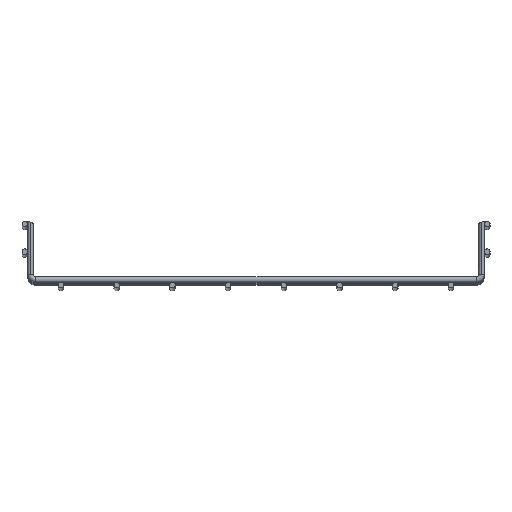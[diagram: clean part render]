
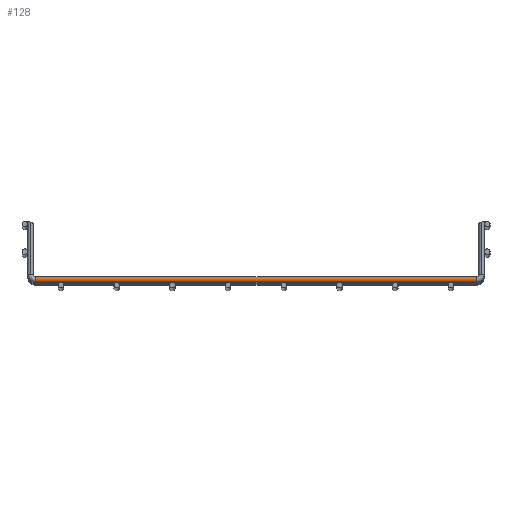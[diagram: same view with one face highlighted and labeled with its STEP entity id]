
A CAD part, top view. The second image highlights one B-rep face of the part: STEP entity #128.
In plain terms, the highlighted cylindrical face has radius 2.5 mm (diameter 5 mm), a partial arc.
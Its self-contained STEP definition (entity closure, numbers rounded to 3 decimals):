
#7 = EDGE_CURVE ( 'NONE', #225, #90, #622, .T. ) ;
#14 = CARTESIAN_POINT ( 'NONE',  ( -197.5, 0., 0. ) ) ;
#62 = VECTOR ( 'NONE', #430, 1000. ) ;
#77 = DIRECTION ( 'NONE',  ( 0., 0., -1. ) ) ;
#90 = VERTEX_POINT ( 'NONE', #744 ) ;
#101 = CIRCLE ( 'NONE', #756, 2.5 ) ;
#110 = DIRECTION ( 'NONE',  ( 0., 1., 0. ) ) ;
#121 = CARTESIAN_POINT ( 'NONE',  ( 197.5, -2.5, 0. ) ) ;
#128 = ADVANCED_FACE ( 'NONE', ( #172 ), #444, .T. ) ;
#136 = CARTESIAN_POINT ( 'NONE',  ( -197.5, -2.5, 0. ) ) ;
#144 = CIRCLE ( 'NONE', #268, 2.5 ) ;
#172 = FACE_OUTER_BOUND ( 'NONE', #478, .T. ) ;
#220 = VERTEX_POINT ( 'NONE', #136 ) ;
#225 = VERTEX_POINT ( 'NONE', #575 ) ;
#242 = EDGE_CURVE ( 'NONE', #220, #589, #514, .T. ) ;
#268 = AXIS2_PLACEMENT_3D ( 'NONE', #547, #346, #714 ) ;
#271 = AXIS2_PLACEMENT_3D ( 'NONE', #738, #617, #110 ) ;
#297 = VECTOR ( 'NONE', #330, 1000. ) ;
#330 = DIRECTION ( 'NONE',  ( 1., 0., 0. ) ) ;
#346 = DIRECTION ( 'NONE',  ( -1., 0., 0. ) ) ;
#371 = EDGE_CURVE ( 'NONE', #220, #225, #101, .T. ) ;
#374 = CARTESIAN_POINT ( 'NONE',  ( -197.5, 2.5, 0. ) ) ;
#396 = CARTESIAN_POINT ( 'NONE',  ( -197.5, -2.5, 0. ) ) ;
#416 = ORIENTED_EDGE ( 'NONE', *, *, #371, .F. ) ;
#430 = DIRECTION ( 'NONE',  ( 1., 0., 0. ) ) ;
#444 = CYLINDRICAL_SURFACE ( 'NONE', #271, 2.5 ) ;
#473 = ORIENTED_EDGE ( 'NONE', *, *, #510, .T. ) ;
#478 = EDGE_LOOP ( 'NONE', ( #416, #485, #473, #576 ) ) ;
#485 = ORIENTED_EDGE ( 'NONE', *, *, #242, .T. ) ;
#510 = EDGE_CURVE ( 'NONE', #589, #90, #144, .T. ) ;
#514 = LINE ( 'NONE', #396, #297 ) ;
#547 = CARTESIAN_POINT ( 'NONE',  ( 197.5, 0., 0. ) ) ;
#575 = CARTESIAN_POINT ( 'NONE',  ( -197.5, 2.5, 0. ) ) ;
#576 = ORIENTED_EDGE ( 'NONE', *, *, #7, .F. ) ;
#589 = VERTEX_POINT ( 'NONE', #121 ) ;
#617 = DIRECTION ( 'NONE',  ( 1., 0., 0. ) ) ;
#622 = LINE ( 'NONE', #374, #62 ) ;
#637 = DIRECTION ( 'NONE',  ( -1., 0., 0. ) ) ;
#714 = DIRECTION ( 'NONE',  ( 0., 0., -1. ) ) ;
#738 = CARTESIAN_POINT ( 'NONE',  ( -197.5, 0., 0. ) ) ;
#744 = CARTESIAN_POINT ( 'NONE',  ( 197.5, 2.5, 0. ) ) ;
#756 = AXIS2_PLACEMENT_3D ( 'NONE', #14, #637, #77 ) ;
